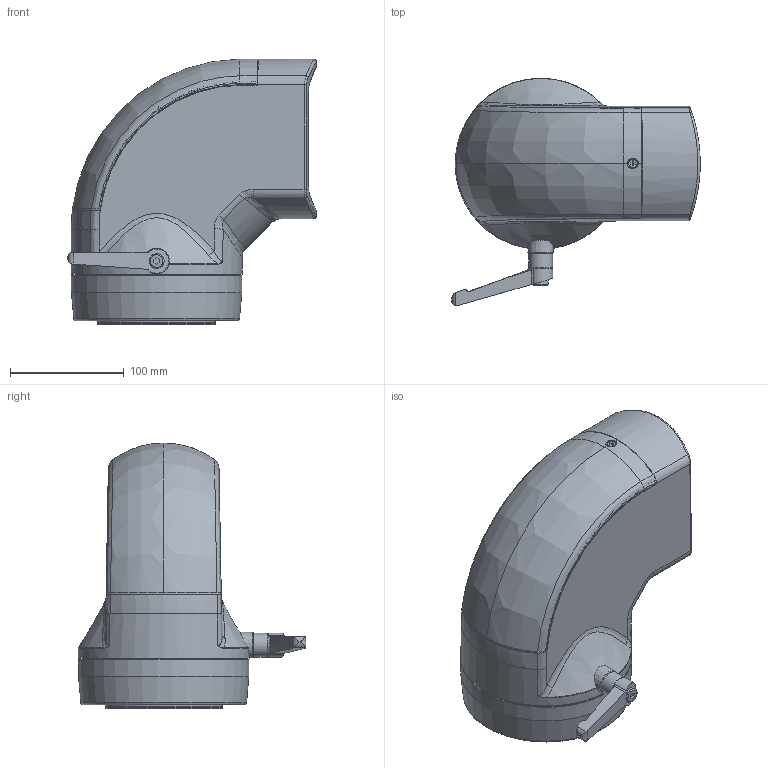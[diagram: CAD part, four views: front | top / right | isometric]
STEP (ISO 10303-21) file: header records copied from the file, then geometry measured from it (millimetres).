
FILE_DESCRIPTION (( 'STEP AP214' ), '1' );
FILE_NAME ('496275000.STEP', '2023-08-31T08:10:13', ( '' ), ( '' ), 'SwSTEP 2.0', 'SolidWorks 2020', '' );
FILE_SCHEMA (( 'AUTOMOTIVE_DESIGN' ));
Length unit declared in the file: millimetre
Products named in the file (17): 40000039341; 86018; 98076; 93335; 84179; 93264; 83048; 84178; 82443; 496275000; 82444; 12084_49M-00000120840-01 (Lackfrei); 41886; 41887; 82452; 93175; 56795
Assembly tree (24 placements, depth 3):
  496275000
    56795
      12084_49M-00000120840-01 (Lackfrei)
    41887
    84179
    41886
    84178
    93175  x2
    82444
    82443
    86018
    98076
    82452
    93335
    40000039341  x2
    93264  x4
    83048  x4
Bounding box: 217.95 x 199.69 x 233.24 mm (x, y, z)
Volume: 1645725.3 mm3; surface area: 471223.8 mm2
Topology: 23 solids, 23 shells, 1796 faces, 4378 edges, 2639 vertices
Faces by surface type: bspline 768, plane 412, cylinder 334, sphere 112, cone 87, torus 83
Full cylindrical faces by diameter (mm): 3.3 x1, 4 x1, 4.2 x2, 5 x16, 6 x4, 6.5 x14, 6.8 x4, 7.5 x1, 8 x4, 8.5 x5, 10 x5, 10.5 x6, 13 x1, 16 x1, 20.998 x1, 71 x1, 72 x1, 85.2 x1, 88 x3, 94 x2, 103 x2, 104 x1, 105 x1, 123 x3, 124.5 x1, 136.92 x1, 137.6 x1, 138 x1, 150 x2
Entity records: 104805 total; most frequent: CARTESIAN_POINT 69088, ORIENTED_EDGE 7780, DIRECTION 4842, EDGE_CURVE 3890, VERTEX_POINT 2406, AXIS2_PLACEMENT_3D 2013, EDGE_LOOP 1930, B_SPLINE_CURVE_WITH_KNOTS 1856
